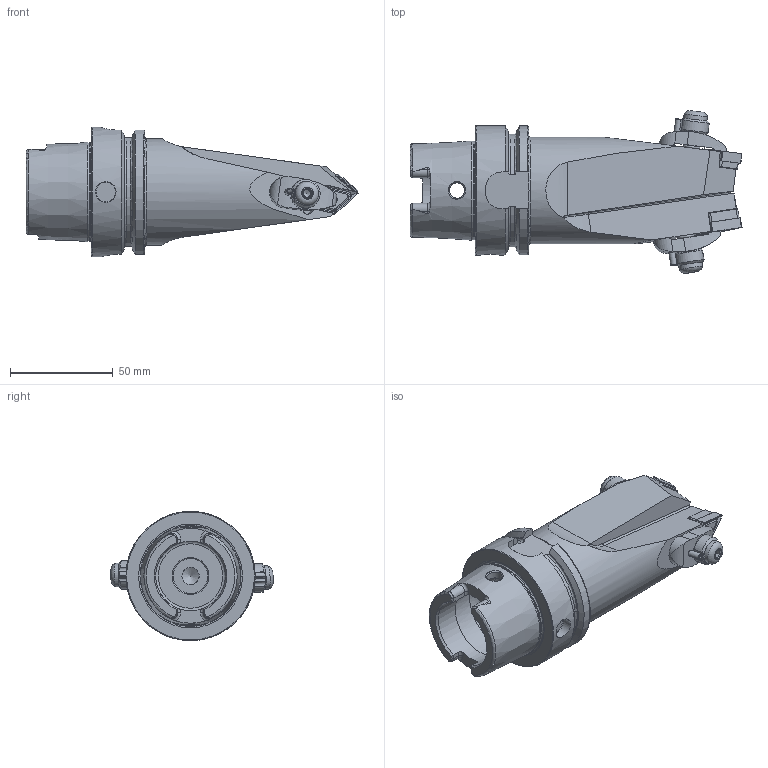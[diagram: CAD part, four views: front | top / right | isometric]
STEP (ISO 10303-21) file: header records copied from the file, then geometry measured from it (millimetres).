
FILE_DESCRIPTION (( 'STEP AP214' ), '1' );
FILE_NAME ('HA6.KCD.NXD.130.STEP', '2020-11-04T07:14:56', ( '' ), ( '' ), 'SwSTEP 2.0', 'SolidWorks 2017', '' );
FILE_SCHEMA (( 'AUTOMOTIVE_DESIGN' ));
Length unit declared in the file: millimetre
Products named in the file (12): WCC-ER2.001.010_A; DNMG150404; WCC-ER3.102.024_C; CNMG120404; ISO 13337 - 3 x 12_PreviewCfg; WCC-ER4.103.032_A; WCC-ER5.102.012_B; WDF-ER2.101.004_A; HA6-KCD.NXD.130_A; HA6.KCD.NXD.130; WCC-ER5.102.005_A; WCD-ER2.101.003_A
Assembly tree (17 placements, depth 2):
  HA6.KCD.NXD.130
    HA6-KCD.NXD.130_A
    CNMG120404
    DNMG150404
    WCD-ER2.101.003_A
    WDF-ER2.101.004_A
    WCC-ER2.001.010_A  x2
    WCC-ER3.102.024_C  x2
    WCC-ER4.103.032_A  x2
    WCC-ER5.102.005_A  x2
    WCC-ER5.102.012_B  x2
    ISO 13337 - 3 x 12_PreviewCfg  x2
Bounding box: 161.91 x 79.3 x 63 mm (x, y, z)
Volume: 228506.2 mm3; surface area: 48840.8 mm2
Topology: 17 solids, 17 shells, 517 faces, 1303 edges, 817 vertices
Faces by surface type: plane 197, cylinder 160, cone 90, torus 44, bspline 26
Full cylindrical faces by diameter (mm): 2 x6, 3 x4, 4.2 x3, 5 x4, 5.16 x2, 6 x2, 6.2 x8, 6.4 x2, 6.8 x2, 7 x6, 7.5 x2, 8.4 x1, 8.5 x2, 10 x1, 11.5 x2, 17 x1, 19 x1, 34 x2, 40 x1, 47.941 x1, 52 x1, 63 x1
Entity records: 15411 total; most frequent: CARTESIAN_POINT 4978, ORIENTED_EDGE 1822, DIRECTION 1787, EDGE_CURVE 911, AXIS2_PLACEMENT_3D 696, VERTEX_POINT 618, EDGE_LOOP 527, FACE_OUTER_BOUND 465
